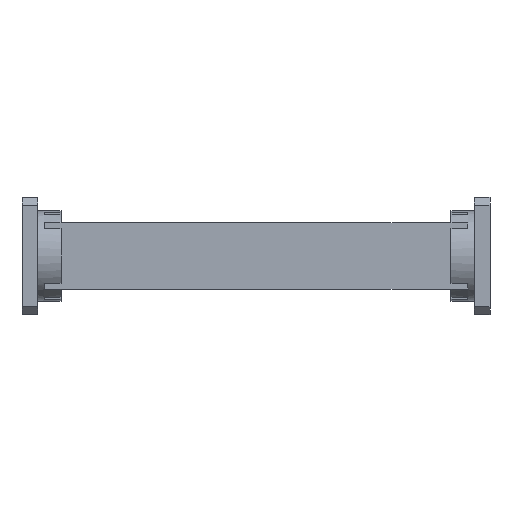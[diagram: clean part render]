
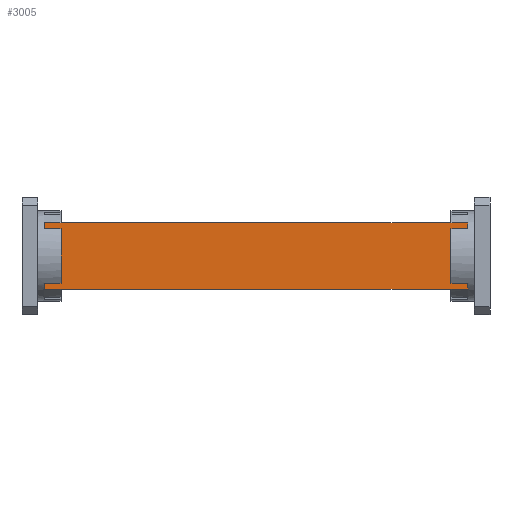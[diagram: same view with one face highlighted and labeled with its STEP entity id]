
A CAD part, front view. The second image highlights one B-rep face of the part: STEP entity #3005.
In plain terms, the highlighted planar face has unit normal (0, -1, 0).
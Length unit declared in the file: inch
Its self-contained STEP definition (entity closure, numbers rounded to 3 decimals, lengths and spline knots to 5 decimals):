
#1 = DIRECTION ( 'NONE',  ( -1., 0., 0. ) ) ;
#18 = CARTESIAN_POINT ( 'NONE',  ( 6.7748, -0.239, -0.4265 ) ) ;
#302 = VERTEX_POINT ( 'NONE', #2915 ) ;
#341 = VERTEX_POINT ( 'NONE', #963 ) ;
#570 = CARTESIAN_POINT ( 'NONE',  ( 0.286, -0.239, 0.4265 ) ) ;
#600 = LINE ( 'NONE', #1607, #2028 ) ;
#963 = CARTESIAN_POINT ( 'NONE',  ( 5.797, -0.239, -0.4265 ) ) ;
#1432 = CARTESIAN_POINT ( 'NONE',  ( 6.7748, -0.239, -0.4265 ) ) ;
#1607 = CARTESIAN_POINT ( 'NONE',  ( 0.286, -0.239, -0.4265 ) ) ;
#1774 = CARTESIAN_POINT ( 'NONE',  ( 6.7748, -0.239, 0.4265 ) ) ;
#2014 = PLANE ( 'NONE',  #2740 ) ;
#2028 = VECTOR ( 'NONE', #2899, 39.37008 ) ;
#2031 = EDGE_CURVE ( 'NONE', #302, #3166, #3825, .T. ) ;
#2286 = VECTOR ( 'NONE', #2572, 39.37008 ) ;
#2462 = EDGE_CURVE ( 'NONE', #3166, #3915, #600, .T. ) ;
#2493 = ORIENTED_EDGE ( 'NONE', *, *, #3935, .F. ) ;
#2498 = EDGE_LOOP ( 'NONE', ( #2493, #4066, #2768, #4339 ) ) ;
#2513 = VECTOR ( 'NONE', #3114, 39.37008 ) ;
#2572 = DIRECTION ( 'NONE',  ( 0., 0., -1. ) ) ;
#2740 = AXIS2_PLACEMENT_3D ( 'NONE', #1432, #2767, #3461 ) ;
#2750 = CARTESIAN_POINT ( 'NONE',  ( 0.286, -0.239, -0.4265 ) ) ;
#2767 = DIRECTION ( 'NONE',  ( 0., 1., 0. ) ) ;
#2768 = ORIENTED_EDGE ( 'NONE', *, *, #2462, .T. ) ;
#2899 = DIRECTION ( 'NONE',  ( 0., 0., -1. ) ) ;
#2915 = CARTESIAN_POINT ( 'NONE',  ( 5.797, -0.239, 0.4265 ) ) ;
#3005 = ADVANCED_FACE ( 'NONE', ( #3037 ), #2014, .F. ) ;
#3011 = EDGE_CURVE ( 'NONE', #341, #3915, #3055, .T. ) ;
#3037 = FACE_OUTER_BOUND ( 'NONE', #2498, .T. ) ;
#3055 = LINE ( 'NONE', #18, #3809 ) ;
#3114 = DIRECTION ( 'NONE',  ( -1., 0., 0. ) ) ;
#3166 = VERTEX_POINT ( 'NONE', #570 ) ;
#3374 = CARTESIAN_POINT ( 'NONE',  ( 5.797, -0.239, -0.4265 ) ) ;
#3461 = DIRECTION ( 'NONE',  ( 0., 0., 1. ) ) ;
#3809 = VECTOR ( 'NONE', #1, 39.37008 ) ;
#3825 = LINE ( 'NONE', #1774, #2513 ) ;
#3915 = VERTEX_POINT ( 'NONE', #2750 ) ;
#3935 = EDGE_CURVE ( 'NONE', #302, #341, #4353, .T. ) ;
#4066 = ORIENTED_EDGE ( 'NONE', *, *, #2031, .T. ) ;
#4339 = ORIENTED_EDGE ( 'NONE', *, *, #3011, .F. ) ;
#4353 = LINE ( 'NONE', #3374, #2286 ) ;
